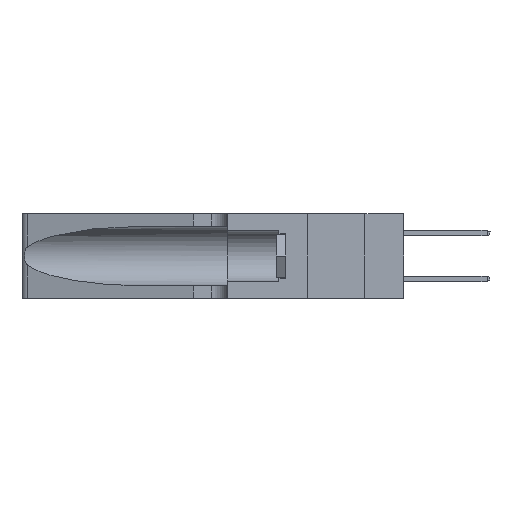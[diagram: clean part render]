
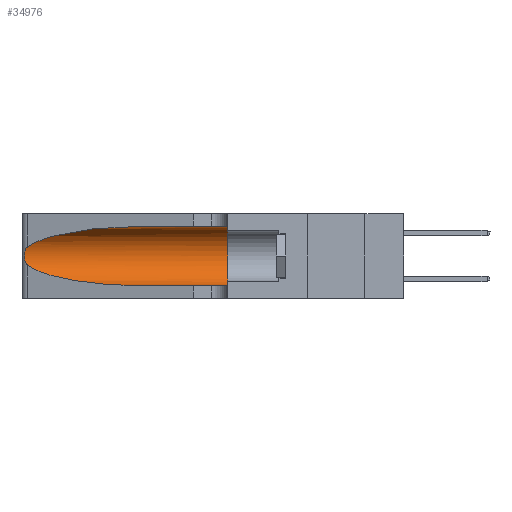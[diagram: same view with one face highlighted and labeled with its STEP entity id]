
A CAD part, left-side view. The second image highlights one B-rep face of the part: STEP entity #34976.
In plain terms, the highlighted cylindrical face has radius 3.308 mm (diameter 6.617 mm), a partial arc.
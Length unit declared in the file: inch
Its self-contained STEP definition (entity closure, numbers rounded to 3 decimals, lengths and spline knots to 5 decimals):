
#1731 = EDGE_CURVE ( 'NONE', #8746, #33412, #2032, .T. ) ;
#2032 = LINE ( 'NONE', #30683, #8606 ) ;
#2662 = CARTESIAN_POINT ( 'NONE',  ( 0.25555, 1.22993, 0.14849 ) ) ;
#2836 = EDGE_LOOP ( 'NONE', ( #20801, #29998, #25714, #24467, #8387, #17781 ) ) ;
#4380 = EDGE_CURVE ( 'NONE', #4963, #7654, #9004, .T. ) ;
#4835 = CARTESIAN_POINT ( 'NONE',  ( 0.1305, 0.72297, 0.31525 ) ) ;
#4963 = VERTEX_POINT ( 'NONE', #35427 ) ;
#5351 = CARTESIAN_POINT ( 'NONE',  ( 0.25555, 1.22994, 0.2215 ) ) ;
#6329 =( BOUNDED_CURVE ( )  B_SPLINE_CURVE ( 3, ( #28582, #9256, #14846, #34146 ),
 .UNSPECIFIED., .F., .F. ) 
 B_SPLINE_CURVE_WITH_KNOTS ( ( 4, 4 ),
 ( 1.5708, 2.84003 ),
 .UNSPECIFIED. ) 
 CURVE ( )  GEOMETRIC_REPRESENTATION_ITEM ( )  RATIONAL_B_SPLINE_CURVE ( ( 1., 0.87, 0.87, 1. ) ) 
 REPRESENTATION_ITEM ( '' )  );
#6493 = CYLINDRICAL_SURFACE ( 'NONE', #21780, 0.13025 ) ;
#6821 = EDGE_CURVE ( 'NONE', #24924, #7435, #22747, .T. ) ;
#7095 = VECTOR ( 'NONE', #32344, 39.37008 ) ;
#7435 = VERTEX_POINT ( 'NONE', #12844 ) ;
#7654 = VERTEX_POINT ( 'NONE', #16634 ) ;
#7817 = CARTESIAN_POINT ( 'NONE',  ( 0.2373, 1.15595, 0.08982 ) ) ;
#7939 = CARTESIAN_POINT ( 'NONE',  ( 0.25487, 1.22718, 0.14631 ) ) ;
#8059 = CARTESIAN_POINT ( 'NONE',  ( 0.18966, 0.96281, 0.05475 ) ) ;
#8144 = CARTESIAN_POINT ( 'NONE',  ( 0.25787, 1.23484, 0.2124 ) ) ;
#8387 = ORIENTED_EDGE ( 'NONE', *, *, #18341, .F. ) ;
#8606 = VECTOR ( 'NONE', #14151, 39.37008 ) ;
#8746 = VERTEX_POINT ( 'NONE', #4835 ) ;
#9004 = B_SPLINE_CURVE_WITH_KNOTS ( 'NONE', 3,
 ( #16418, #5351, #24748, #8144, #27491, #10942, #30273, #13730, #33055, #16535, #35835, #19330, #2662, #22110 ),
 .UNSPECIFIED., .F., .F.,
 ( 4, 2, 2, 2, 2, 2, 4 ),
 ( 0., 0.00027, 0.00053, 0.00107, 0.0016, 0.00187, 0.00214 ),
 .UNSPECIFIED. ) ;
#9256 = CARTESIAN_POINT ( 'NONE',  ( 0.18966, 0.96281, 0.31525 ) ) ;
#9471 = EDGE_CURVE ( 'NONE', #7654, #24924, #32050, .T. ) ;
#10355 = CARTESIAN_POINT ( 'NONE',  ( 0.1305, 1.61858, 0.05475 ) ) ;
#10942 = CARTESIAN_POINT ( 'NONE',  ( 0.26018, 1.23835, 0.19895 ) ) ;
#11660 = AXIS2_PLACEMENT_3D ( 'NONE', #32255, #15735, #35038 ) ;
#12078 = CARTESIAN_POINT ( 'NONE',  ( 0.1305, 0.35, 0.31525 ) ) ;
#12844 = CARTESIAN_POINT ( 'NONE',  ( 0.1305, 0.35, 0.05475 ) ) ;
#13730 = CARTESIAN_POINT ( 'NONE',  ( 0.26075, 1.23896, 0.178 ) ) ;
#14151 = DIRECTION ( 'NONE',  ( 0., -1., 0. ) ) ;
#14846 = CARTESIAN_POINT ( 'NONE',  ( 0.2373, 1.15595, 0.28018 ) ) ;
#15638 = DIRECTION ( 'NONE',  ( 0., 0., -1. ) ) ;
#15735 = DIRECTION ( 'NONE',  ( 0., 1., 0. ) ) ;
#16418 = CARTESIAN_POINT ( 'NONE',  ( 0.25487, 1.22718, 0.22369 ) ) ;
#16535 = CARTESIAN_POINT ( 'NONE',  ( 0.25856, 1.23593, 0.16098 ) ) ;
#16634 = CARTESIAN_POINT ( 'NONE',  ( 0.25487, 1.22718, 0.14631 ) ) ;
#17781 = ORIENTED_EDGE ( 'NONE', *, *, #1731, .F. ) ;
#18341 = EDGE_CURVE ( 'NONE', #33412, #7435, #24574, .T. ) ;
#18834 = EDGE_CURVE ( 'NONE', #8746, #4963, #6329, .T. ) ;
#19330 = CARTESIAN_POINT ( 'NONE',  ( 0.25639, 1.23186, 0.15144 ) ) ;
#20179 = CARTESIAN_POINT ( 'NONE',  ( 0.1305, 0.72297, 0.05475 ) ) ;
#20801 = ORIENTED_EDGE ( 'NONE', *, *, #18834, .T. ) ;
#21780 = AXIS2_PLACEMENT_3D ( 'NONE', #29372, #32162, #15638 ) ;
#22110 = CARTESIAN_POINT ( 'NONE',  ( 0.25487, 1.22718, 0.14631 ) ) ;
#22747 = LINE ( 'NONE', #10355, #7095 ) ;
#24467 = ORIENTED_EDGE ( 'NONE', *, *, #6821, .T. ) ;
#24574 = CIRCLE ( 'NONE', #11660, 0.13025 ) ;
#24748 = CARTESIAN_POINT ( 'NONE',  ( 0.25639, 1.23184, 0.21858 ) ) ;
#24924 = VERTEX_POINT ( 'NONE', #20179 ) ;
#25714 = ORIENTED_EDGE ( 'NONE', *, *, #9471, .T. ) ;
#27408 = CARTESIAN_POINT ( 'NONE',  ( 0.1305, 0.72297, 0.05475 ) ) ;
#27491 = CARTESIAN_POINT ( 'NONE',  ( 0.25854, 1.2359, 0.20912 ) ) ;
#28571 = FACE_OUTER_BOUND ( 'NONE', #2836, .T. ) ;
#28582 = CARTESIAN_POINT ( 'NONE',  ( 0.1305, 0.72297, 0.31525 ) ) ;
#29372 = CARTESIAN_POINT ( 'NONE',  ( 0.1305, 1.61858, 0.185 ) ) ;
#29998 = ORIENTED_EDGE ( 'NONE', *, *, #4380, .T. ) ;
#30273 = CARTESIAN_POINT ( 'NONE',  ( 0.26075, 1.23896, 0.19203 ) ) ;
#30683 = CARTESIAN_POINT ( 'NONE',  ( 0.1305, 1.61858, 0.31525 ) ) ;
#32050 =( BOUNDED_CURVE ( )  B_SPLINE_CURVE ( 3, ( #7939, #7817, #8059, #27408 ),
 .UNSPECIFIED., .F., .F. ) 
 B_SPLINE_CURVE_WITH_KNOTS ( ( 4, 4 ),
 ( 3.44316, 4.71239 ),
 .UNSPECIFIED. ) 
 CURVE ( )  GEOMETRIC_REPRESENTATION_ITEM ( )  RATIONAL_B_SPLINE_CURVE ( ( 1., 0.87, 0.87, 1. ) ) 
 REPRESENTATION_ITEM ( '' )  );
#32162 = DIRECTION ( 'NONE',  ( 0., -1., 0. ) ) ;
#32255 = CARTESIAN_POINT ( 'NONE',  ( 0.1305, 0.35, 0.185 ) ) ;
#32344 = DIRECTION ( 'NONE',  ( 0., -1., 0. ) ) ;
#33055 = CARTESIAN_POINT ( 'NONE',  ( 0.26017, 1.23833, 0.17102 ) ) ;
#33412 = VERTEX_POINT ( 'NONE', #12078 ) ;
#34146 = CARTESIAN_POINT ( 'NONE',  ( 0.25487, 1.22718, 0.22369 ) ) ;
#34976 = ADVANCED_FACE ( 'NONE', ( #28571 ), #6493, .F. ) ;
#35038 = DIRECTION ( 'NONE',  ( 0., 0., 1. ) ) ;
#35427 = CARTESIAN_POINT ( 'NONE',  ( 0.25487, 1.22718, 0.22369 ) ) ;
#35835 = CARTESIAN_POINT ( 'NONE',  ( 0.25789, 1.23486, 0.15765 ) ) ;
